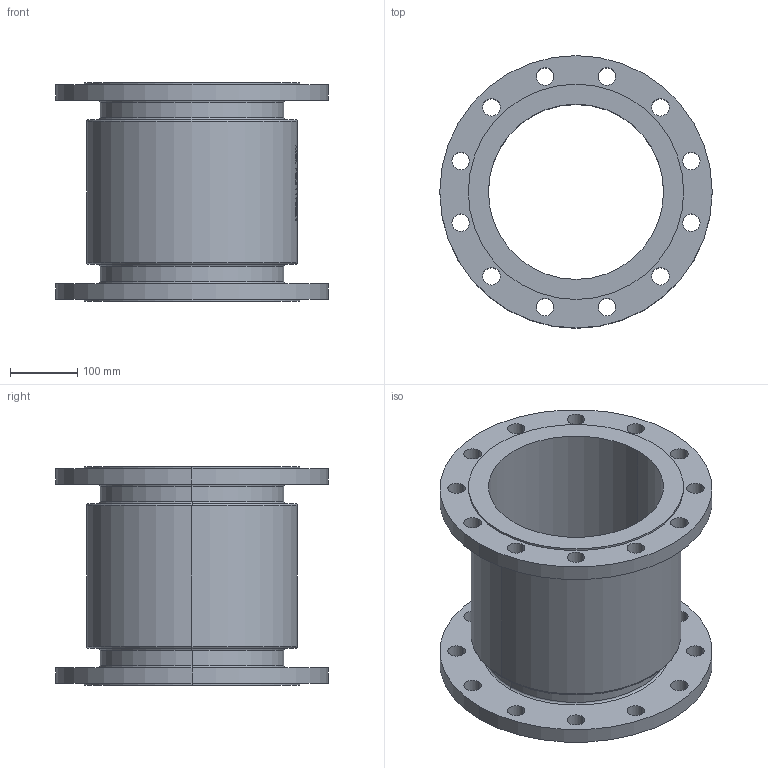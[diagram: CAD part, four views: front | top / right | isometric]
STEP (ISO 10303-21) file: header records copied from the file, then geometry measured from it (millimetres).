
FILE_DESCRIPTION (( 'STEP AP214' ), '1' );
FILE_NAME ('7120000_DN250_PN16_1190554.STEP', '2022-02-23T11:10:35', ( 'axxx' ), ( 'Hewlett-Packard Company' ), 'SwSTEP 2.0', 'SolidWorks 2019', '' );
FILE_SCHEMA (( 'AUTOMOTIVE_DESIGN' ));
Length unit declared in the file: millimetre
Products named in the file (1): 7120000_DN250_PN16_1190554
Bounding box: 405 x 405 x 325 mm (x, y, z)
Volume: 8745005.5 mm3; surface area: 938497.7 mm2
Topology: 1 solids, 1 shells, 552 faces, 1440 edges, 956 vertices
Faces by surface type: plane 247, bspline 210, cylinder 83, torus 12
Entity records: 30191 total; most frequent: CARTESIAN_POINT 17859, ORIENTED_EDGE 2880, DIRECTION 1871, EDGE_CURVE 1440, VERTEX_POINT 956, VECTOR 759, LINE 759, EDGE_LOOP 668
